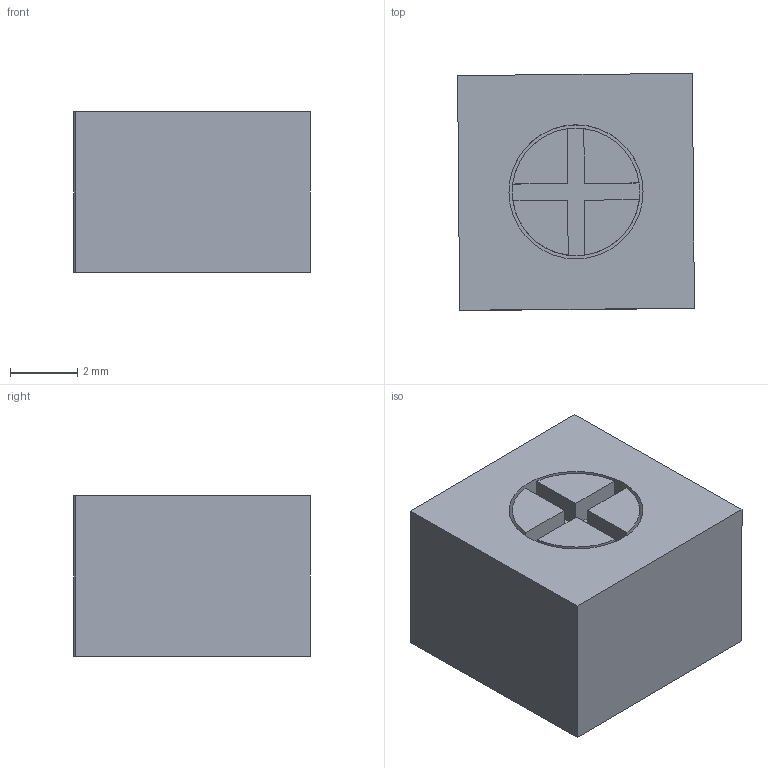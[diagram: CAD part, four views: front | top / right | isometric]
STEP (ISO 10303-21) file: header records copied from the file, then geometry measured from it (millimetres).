
FILE_DESCRIPTION(/* description */ (''),/* implementation_level */ '2;1');
FILE_NAME(/* name */ 'pot Geometry.stp',/* time_stamp */ '2025-02-10T22:13:51+03:00',/* author */ ('Admin'),/* organization */ (''),/* preprocessor_version */ 'ST-DEVELOPER v18.1',/* originating_system */ 'Autodesk Inventor 2022',/* authorisation */ '');
FILE_SCHEMA (('AUTOMOTIVE_DESIGN { 1 0 10303 214 3 1 1 }'));
Length unit declared in the file: metre
Products named in the file (1): pot Geometry
Bounding box: 7.06 x 7.06 x 4.8 mm (x, y, z)
Volume: 226.9 mm3; surface area: 348.5 mm2
Topology: 2 solids, 2 shells, 23 faces, 54 edges, 36 vertices
Faces by surface type: plane 21, cylinder 2
Full cylindrical faces by diameter (mm): 3.8 x1, 4 x1
Entity records: 718 total; most frequent: DIRECTION 114, CARTESIAN_POINT 114, ORIENTED_EDGE 108, EDGE_CURVE 54, LINE 42, VECTOR 42, VERTEX_POINT 36, AXIS2_PLACEMENT_3D 36
